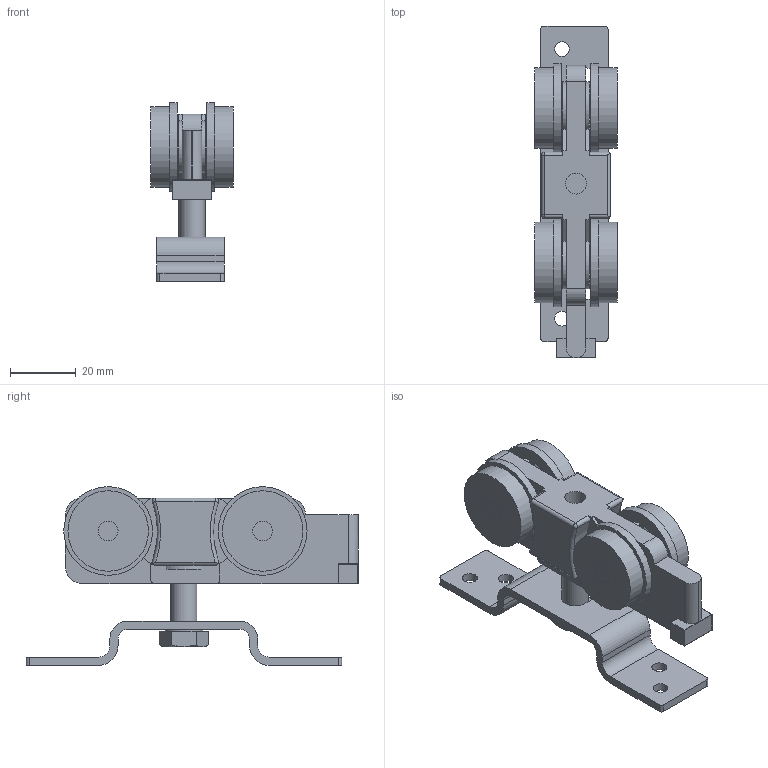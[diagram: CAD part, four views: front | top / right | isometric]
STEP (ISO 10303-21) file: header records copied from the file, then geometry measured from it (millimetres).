
FILE_DESCRIPTION(/* description */ ('CARRELLINO SCORR.C/STAFFA C/BULL DA 60KG'),/* implementation_level */ '2;1');
FILE_NAME(/* name */ 'CCAYY0000001.stp',/* time_stamp */ '2025-09-09T08:25:54+02:00',/* author */ ('tecnico5'),/* organization */ (''),/* preprocessor_version */ 'ST-DEVELOPER v20',/* originating_system */ 'Autodesk Inventor 2022',/* authorisation */ '');
FILE_SCHEMA (('AUTOMOTIVE_DESIGN { 1 0 10303 214 3 1 1 }'));
Length unit declared in the file: millimetre
Products named in the file (7): CCAYY0000001; CCAYY0000002; GKTXX0000025; HVIEE0000044; ISO 4032 - M8 - ISO_; CROPI0000022; 23.080.03
Assembly tree (7 placements, depth 3):
  CCAYY0000001
    CCAYY0000002
    GKTXX0000025
      HVIEE0000044
      ISO 4032 - M8 - ISO_  x2
      CROPI0000022
    23.080.03
Bounding box: 25 x 101 x 54.38 mm (x, y, z)
Volume: 42005.7 mm3; surface area: 27063.2 mm2
Topology: 12 solids, 12 shells, 381 faces, 922 edges, 594 vertices
Faces by surface type: plane 203, cylinder 149, cone 15, sphere 10, torus 4
Full cylindrical faces by diameter (mm): 4.5 x4, 6 x6, 6.1 x2, 6.35 x2, 6.647 x2, 8 x1, 8.4 x1, 11.63 x1, 16 x1, 24.5 x4, 27 x4
Entity records: 11079 total; most frequent: CARTESIAN_POINT 1977, DIRECTION 1919, ORIENTED_EDGE 1764, EDGE_CURVE 882, AXIS2_PLACEMENT_3D 693, VERTEX_POINT 575, LINE 533, VECTOR 533
